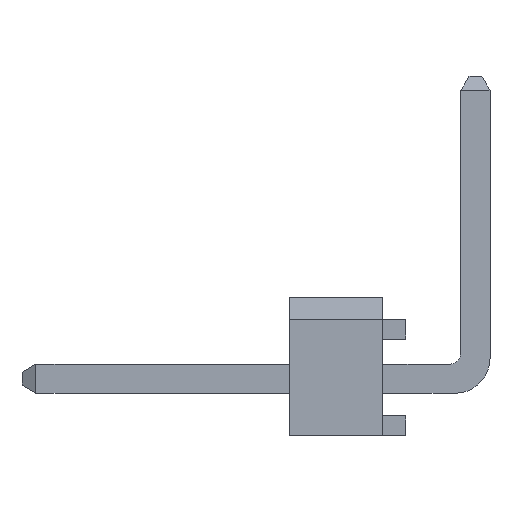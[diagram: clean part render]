
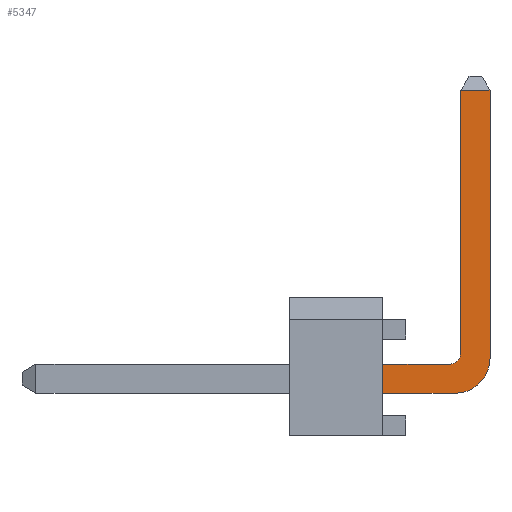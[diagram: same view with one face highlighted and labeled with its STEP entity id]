
A CAD part, left-side view. The second image highlights one B-rep face of the part: STEP entity #5347.
In plain terms, the highlighted planar face has unit normal (-1, 0, 0).
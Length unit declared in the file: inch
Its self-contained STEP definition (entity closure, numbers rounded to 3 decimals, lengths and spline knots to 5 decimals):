
#30=CIRCLE('',#5675,0.01);
#31=CIRCLE('',#5676,0.03);
#1081=ORIENTED_EDGE('',*,*,#2091,.F.);
#1082=ORIENTED_EDGE('',*,*,#2092,.F.);
#1083=ORIENTED_EDGE('',*,*,#2093,.T.);
#1084=ORIENTED_EDGE('',*,*,#2094,.F.);
#1085=ORIENTED_EDGE('',*,*,#2095,.F.);
#1086=ORIENTED_EDGE('',*,*,#2096,.F.);
#1087=ORIENTED_EDGE('',*,*,#2097,.F.);
#1088=ORIENTED_EDGE('',*,*,#2098,.F.);
#2091=EDGE_CURVE('',#2603,#2632,#3301,.T.);
#2092=EDGE_CURVE('',#2647,#2603,#3302,.T.);
#2093=EDGE_CURVE('',#2647,#2648,#30,.T.);
#2094=EDGE_CURVE('',#2649,#2648,#3303,.T.);
#2095=EDGE_CURVE('',#2650,#2649,#3304,.T.);
#2096=EDGE_CURVE('',#2651,#2650,#3305,.T.);
#2097=EDGE_CURVE('',#2652,#2651,#31,.T.);
#2098=EDGE_CURVE('',#2632,#2652,#3306,.T.);
#2603=VERTEX_POINT('',#8124);
#2632=VERTEX_POINT('',#8198);
#2647=VERTEX_POINT('',#8242);
#2648=VERTEX_POINT('',#8244);
#2649=VERTEX_POINT('',#8246);
#2650=VERTEX_POINT('',#8248);
#2651=VERTEX_POINT('',#8250);
#2652=VERTEX_POINT('',#8252);
#3301=LINE('',#8240,#4029);
#3302=LINE('',#8241,#4030);
#3303=LINE('',#8245,#4031);
#3304=LINE('',#8247,#4032);
#3305=LINE('',#8249,#4033);
#3306=LINE('',#8253,#4034);
#4029=VECTOR('',#6731,39.37008);
#4030=VECTOR('',#6732,39.37008);
#4031=VECTOR('',#6735,39.37008);
#4032=VECTOR('',#6736,39.37008);
#4033=VECTOR('',#6737,39.37008);
#4034=VECTOR('',#6740,39.37008);
#4433=EDGE_LOOP('',(#1081,#1082,#1083,#1084,#1085,#1086,#1087,#1088));
#4751=FACE_BOUND('',#4433,.T.);
#5059=PLANE('',#5674);
#5347=ADVANCED_FACE('',(#4751),#5059,.F.);
#5674=AXIS2_PLACEMENT_3D('',#8239,#6729,#6730);
#5675=AXIS2_PLACEMENT_3D('',#8243,#6733,#6734);
#5676=AXIS2_PLACEMENT_3D('',#8251,#6738,#6739);
#6729=DIRECTION('',(1.,0.,0.));
#6730=DIRECTION('',(0.,0.,-1.));
#6731=DIRECTION('',(0.,-1.,0.));
#6732=DIRECTION('',(0.,0.,1.));
#6733=DIRECTION('',(1.,0.,0.));
#6734=DIRECTION('',(0.,0.,-1.));
#6735=DIRECTION('',(0.,-1.,0.));
#6736=DIRECTION('',(0.,0.,1.));
#6737=DIRECTION('',(0.,1.,0.));
#6738=DIRECTION('',(1.,0.,0.));
#6739=DIRECTION('',(0.,0.,-1.));
#6740=DIRECTION('',(0.,0.,-1.));
#8124=CARTESIAN_POINT('',(-0.2125,0.0125,0.248));
#8198=CARTESIAN_POINT('',(-0.2125,-0.0125,0.248));
#8239=CARTESIAN_POINT('',(-0.2125,0.0175,0.0175));
#8240=CARTESIAN_POINT('',(-0.2125,0.2,0.248));
#8241=CARTESIAN_POINT('',(-0.2125,0.0125,0.0225));
#8242=CARTESIAN_POINT('',(-0.2125,0.0125,0.0225));
#8243=CARTESIAN_POINT('',(-0.2125,0.0225,0.0225));
#8244=CARTESIAN_POINT('',(-0.2125,0.0225,0.0125));
#8245=CARTESIAN_POINT('',(-0.2125,0.378,0.0125));
#8246=CARTESIAN_POINT('',(-0.2125,0.11,0.0125));
#8247=CARTESIAN_POINT('',(-0.2125,0.11,0.0175));
#8248=CARTESIAN_POINT('',(-0.2125,0.11,-0.0125));
#8249=CARTESIAN_POINT('',(-0.2125,0.0175,-0.0125));
#8250=CARTESIAN_POINT('',(-0.2125,0.0175,-0.0125));
#8251=CARTESIAN_POINT('',(-0.2125,0.0175,0.0175));
#8252=CARTESIAN_POINT('',(-0.2125,-0.0125,0.0175));
#8253=CARTESIAN_POINT('',(-0.2125,-0.0125,0.248));
